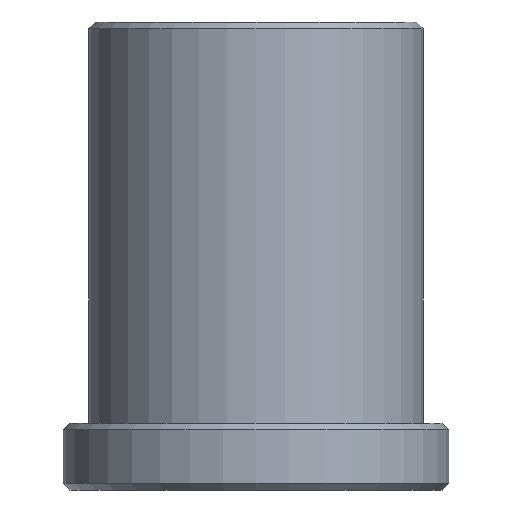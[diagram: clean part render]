
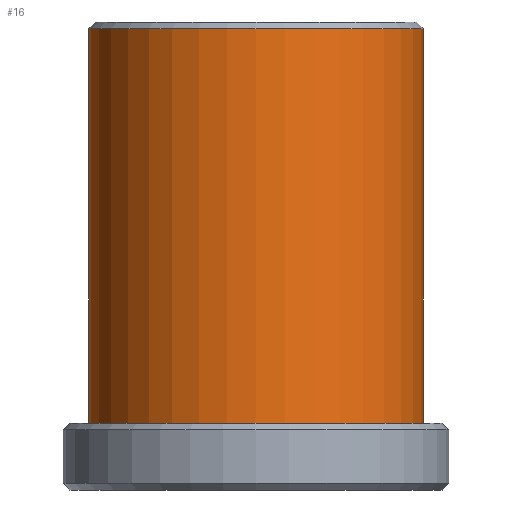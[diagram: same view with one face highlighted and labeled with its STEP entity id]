
A CAD part, front view. The second image highlights one B-rep face of the part: STEP entity #16.
In plain terms, the highlighted cylindrical face has radius 7.5 mm (diameter 15 mm), a partial arc.
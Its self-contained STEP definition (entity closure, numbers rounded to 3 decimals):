
#16 = ADVANCED_FACE ( 'NONE', ( #1214 ), #616, .T. ) ;
#20 = DIRECTION ( 'NONE',  ( 0., 0., -1. ) ) ;
#39 = ORIENTED_EDGE ( 'NONE', *, *, #861, .T. ) ;
#47 = VERTEX_POINT ( 'NONE', #1004 ) ;
#79 = LINE ( 'NONE', #928, #542 ) ;
#116 = CARTESIAN_POINT ( 'NONE',  ( -7.5, 0., 21. ) ) ;
#139 = VECTOR ( 'NONE', #874, 1000. ) ;
#277 = CARTESIAN_POINT ( 'NONE',  ( 7.5, 0., 3. ) ) ;
#283 = VERTEX_POINT ( 'NONE', #1271 ) ;
#358 = CIRCLE ( 'NONE', #605, 7.5 ) ;
#379 = CIRCLE ( 'NONE', #1161, 7.5 ) ;
#406 = EDGE_CURVE ( 'NONE', #283, #1083, #79, .T. ) ;
#533 = CARTESIAN_POINT ( 'NONE',  ( -7.5, 0., 3. ) ) ;
#542 = VECTOR ( 'NONE', #789, 1000. ) ;
#555 = DIRECTION ( 'NONE',  ( -1., 0., 0. ) ) ;
#605 = AXIS2_PLACEMENT_3D ( 'NONE', #673, #20, #781 ) ;
#607 = DIRECTION ( 'NONE',  ( 0., 0., -1. ) ) ;
#616 = CYLINDRICAL_SURFACE ( 'NONE', #1087, 7.5 ) ;
#620 = VERTEX_POINT ( 'NONE', #533 ) ;
#673 = CARTESIAN_POINT ( 'NONE',  ( 0., 0., 3. ) ) ;
#704 = ORIENTED_EDGE ( 'NONE', *, *, #1323, .T. ) ;
#781 = DIRECTION ( 'NONE',  ( -1., 0., 0. ) ) ;
#789 = DIRECTION ( 'NONE',  ( 0., 0., -1. ) ) ;
#861 = EDGE_CURVE ( 'NONE', #283, #47, #379, .T. ) ;
#863 = ORIENTED_EDGE ( 'NONE', *, *, #1402, .F. ) ;
#874 = DIRECTION ( 'NONE',  ( 0., 0., -1. ) ) ;
#928 = CARTESIAN_POINT ( 'NONE',  ( 7.5, 0., 21. ) ) ;
#975 = LINE ( 'NONE', #116, #139 ) ;
#1004 = CARTESIAN_POINT ( 'NONE',  ( -7.5, 0., 20.7 ) ) ;
#1023 = EDGE_LOOP ( 'NONE', ( #1184, #39, #704, #863 ) ) ;
#1083 = VERTEX_POINT ( 'NONE', #277 ) ;
#1087 = AXIS2_PLACEMENT_3D ( 'NONE', #1357, #1332, #555 ) ;
#1161 = AXIS2_PLACEMENT_3D ( 'NONE', #1293, #607, #1406 ) ;
#1184 = ORIENTED_EDGE ( 'NONE', *, *, #406, .F. ) ;
#1214 = FACE_OUTER_BOUND ( 'NONE', #1023, .T. ) ;
#1271 = CARTESIAN_POINT ( 'NONE',  ( 7.5, 0., 20.7 ) ) ;
#1293 = CARTESIAN_POINT ( 'NONE',  ( 0., 0., 20.7 ) ) ;
#1323 = EDGE_CURVE ( 'NONE', #47, #620, #975, .T. ) ;
#1332 = DIRECTION ( 'NONE',  ( 0., 0., -1. ) ) ;
#1357 = CARTESIAN_POINT ( 'NONE',  ( 0., 0., 21. ) ) ;
#1402 = EDGE_CURVE ( 'NONE', #1083, #620, #358, .T. ) ;
#1406 = DIRECTION ( 'NONE',  ( 1., 0., 0. ) ) ;
